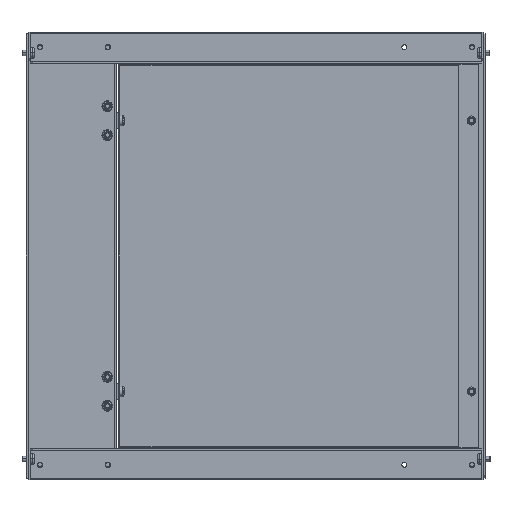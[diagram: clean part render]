
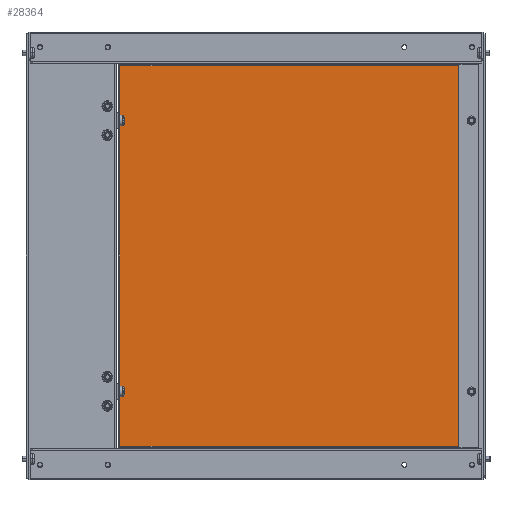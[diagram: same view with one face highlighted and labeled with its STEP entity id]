
A CAD part, left-side view. The second image highlights one B-rep face of the part: STEP entity #28364.
In plain terms, the highlighted planar face has unit normal (-1, 0, 0).
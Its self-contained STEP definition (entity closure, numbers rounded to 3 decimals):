
#927 = CARTESIAN_POINT ( 'NONE',  ( 54.25, 5.25, -498.65 ) ) ;
#1545 = CARTESIAN_POINT ( 'NONE',  ( 54.25, 380.75, -498.65 ) ) ;
#2174 = ORIENTED_EDGE ( 'NONE', *, *, #3117, .T. ) ;
#2715 = CARTESIAN_POINT ( 'NONE',  ( 54.25, 193., -709.15 ) ) ;
#2852 = DIRECTION ( 'NONE',  ( 0., -1., 0. ) ) ;
#3117 = EDGE_CURVE ( 'NONE', #12137, #10357, #25107, .T. ) ;
#4829 = PLANE ( 'NONE',  #18654 ) ;
#4964 = DIRECTION ( 'NONE',  ( -1., 0., 0. ) ) ;
#6002 = DIRECTION ( 'NONE',  ( 0., 0., -1. ) ) ;
#6916 = CARTESIAN_POINT ( 'NONE',  ( 54.25, 193., -288.15 ) ) ;
#7837 = ORIENTED_EDGE ( 'NONE', *, *, #10503, .T. ) ;
#9667 = DIRECTION ( 'NONE',  ( 0., 0., 1. ) ) ;
#10357 = VERTEX_POINT ( 'NONE', #22926 ) ;
#10503 = EDGE_CURVE ( 'NONE', #25110, #12137, #11490, .T. ) ;
#11196 = VECTOR ( 'NONE', #2852, 1000. ) ;
#11310 = CARTESIAN_POINT ( 'NONE',  ( 54.25, 5.25, -709.15 ) ) ;
#11490 = LINE ( 'NONE', #2715, #11196 ) ;
#11864 = CARTESIAN_POINT ( 'NONE',  ( 54.25, 193., -498.65 ) ) ;
#12137 = VERTEX_POINT ( 'NONE', #11310 ) ;
#13532 = LINE ( 'NONE', #6916, #27064 ) ;
#13738 = FACE_OUTER_BOUND ( 'NONE', #24665, .T. ) ;
#14501 = ORIENTED_EDGE ( 'NONE', *, *, #16868, .T. ) ;
#14606 = LINE ( 'NONE', #1545, #24304 ) ;
#16050 = DIRECTION ( 'NONE',  ( 0., 0., -1. ) ) ;
#16429 = EDGE_CURVE ( 'NONE', #19909, #25110, #14606, .T. ) ;
#16868 = EDGE_CURVE ( 'NONE', #10357, #19909, #13532, .T. ) ;
#17703 = DIRECTION ( 'NONE',  ( 0., 1., 0. ) ) ;
#18654 = AXIS2_PLACEMENT_3D ( 'NONE', #11864, #4964, #16050 ) ;
#19909 = VERTEX_POINT ( 'NONE', #26658 ) ;
#20454 = ORIENTED_EDGE ( 'NONE', *, *, #16429, .T. ) ;
#22926 = CARTESIAN_POINT ( 'NONE',  ( 54.25, 5.25, -288.15 ) ) ;
#24304 = VECTOR ( 'NONE', #6002, 1000. ) ;
#24665 = EDGE_LOOP ( 'NONE', ( #14501, #20454, #7837, #2174 ) ) ;
#25107 = LINE ( 'NONE', #927, #25802 ) ;
#25110 = VERTEX_POINT ( 'NONE', #26010 ) ;
#25802 = VECTOR ( 'NONE', #9667, 1000. ) ;
#26010 = CARTESIAN_POINT ( 'NONE',  ( 54.25, 380.75, -709.15 ) ) ;
#26658 = CARTESIAN_POINT ( 'NONE',  ( 54.25, 380.75, -288.15 ) ) ;
#27064 = VECTOR ( 'NONE', #17703, 1000. ) ;
#28364 = ADVANCED_FACE ( 'NONE', ( #13738 ), #4829, .T. ) ;
